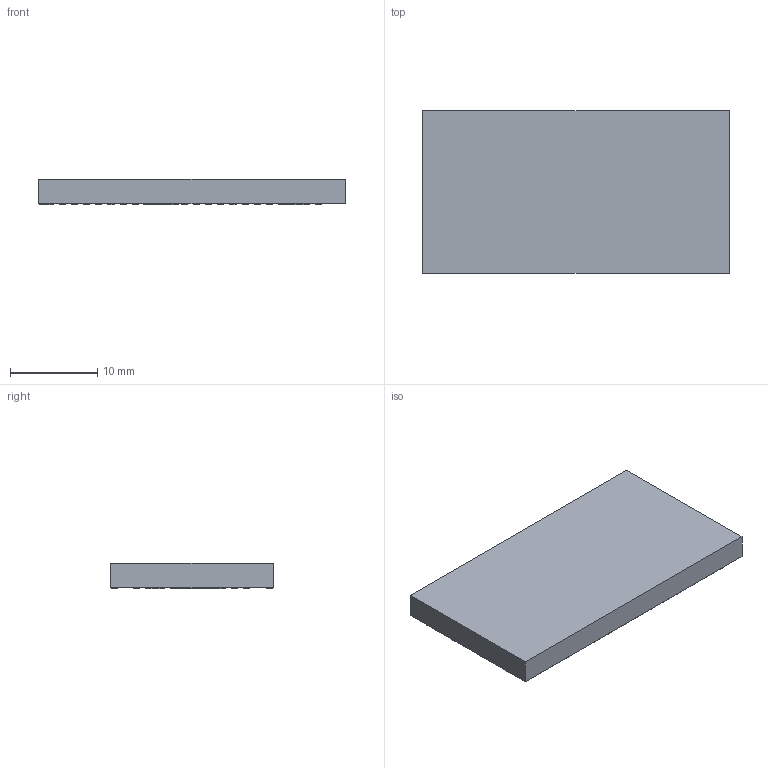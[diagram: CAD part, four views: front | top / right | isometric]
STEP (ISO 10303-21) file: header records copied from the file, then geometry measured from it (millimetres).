
FILE_DESCRIPTION(('FreeCAD Model'),'2;1');
FILE_NAME('11991615.1.3.stp','2020-05-13T09:19:35',( 'Author'),(''),'Open CASCADE STEP processor 6.9','FreeCAD','Unknown' );
FILE_SCHEMA(('AUTOMOTIVE_DESIGN { 1 0 10303 214 1 1 1 1 }'));
Length unit declared in the file: millimetre
Products named in the file (3): ASSEMBLY; Body; Pins
Assembly tree (2 placements, depth 2):
  ASSEMBLY
    Body
    Pins
Bounding box: 35.2 x 18.7 x 2.9 mm (x, y, z)
Volume: 1848 mm3; surface area: 1736.9 mm2
Topology: 60 solids, 60 shells, 360 faces, 720 edges, 480 vertices
Faces by surface type: plane 360
Entity records: 18956 total; most frequent: CARTESIAN_POINT 3003, DIRECTION 2886, LINE 2160, VECTOR 2160, ORIENTED_EDGE 1440, PCURVE 1440, DEFINITIONAL_REPRESENTATION 1440, EDGE_CURVE 720
